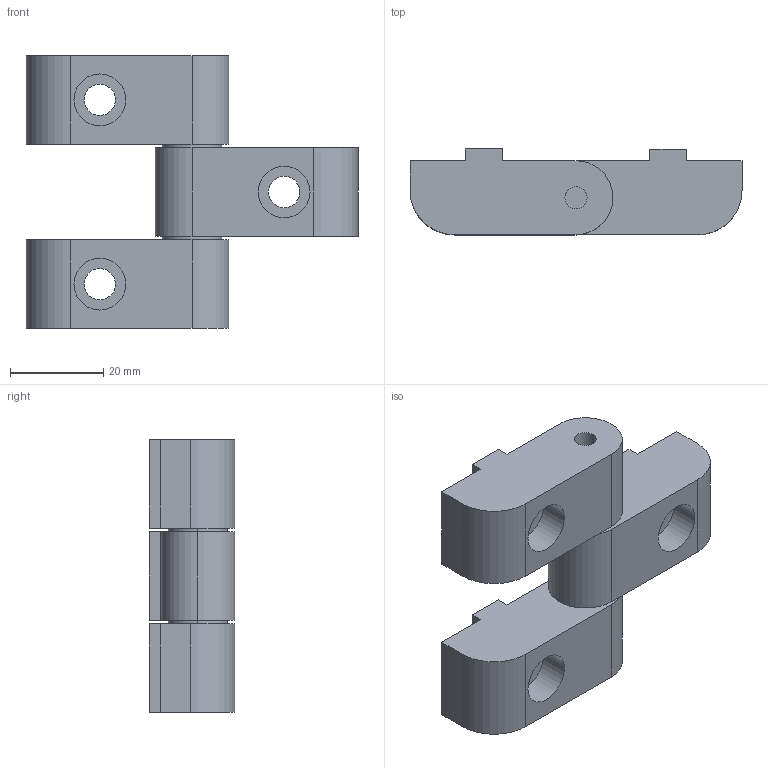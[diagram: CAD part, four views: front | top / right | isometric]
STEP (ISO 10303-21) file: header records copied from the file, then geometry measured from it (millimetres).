
FILE_DESCRIPTION((''),'2;1');
FILE_NAME('15HI8704.stp','2006-03-13T15:37:09',('Shawn Mantel'),('Faztek, LLC'),'Mechanical Desktop 2005','Mechanical Desktop 2005',', , ');
FILE_SCHEMA(('CONFIG_CONTROL_DESIGN'));
Length unit declared in the file: inch
Products named in the file (1): Product
Bounding box: 71.37 x 18.41 x 58.67 mm (x, y, z)
Volume: 34663.5 mm3; surface area: 14686.9 mm2
Topology: 8 solids, 8 shells, 93 faces, 212 edges, 140 vertices
Faces by surface type: cylinder 47, plane 42, cone 4
Entity records: 2771 total; most frequent: DIRECTION 498, CARTESIAN_POINT 446, ORIENTED_EDGE 424, EDGE_CURVE 212, AXIS2_PLACEMENT_3D 192, VERTEX_POINT 140, EDGE_LOOP 116, VECTOR 114
